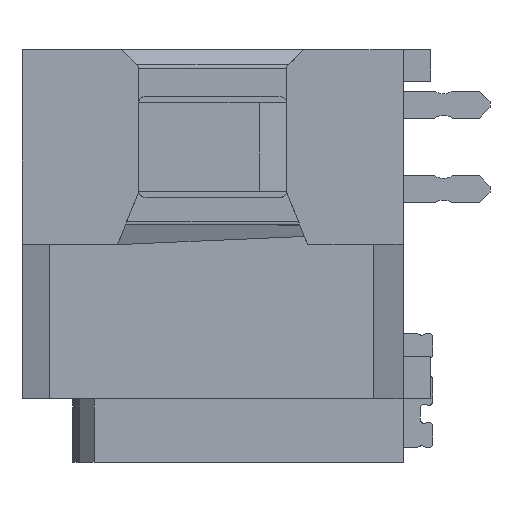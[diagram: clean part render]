
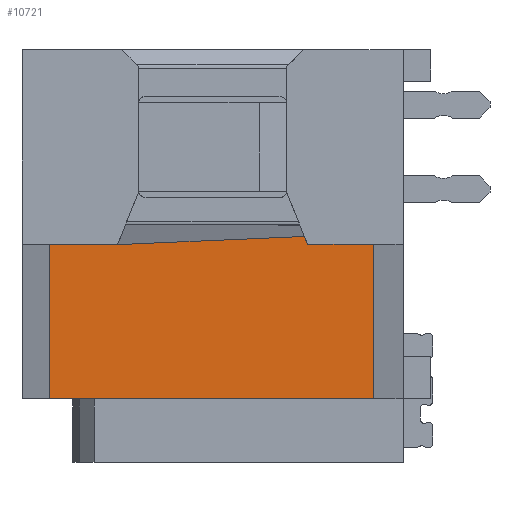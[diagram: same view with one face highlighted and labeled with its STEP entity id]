
A CAD part, left-side view. The second image highlights one B-rep face of the part: STEP entity #10721.
In plain terms, the highlighted planar face has unit normal (-1, 0, 0).
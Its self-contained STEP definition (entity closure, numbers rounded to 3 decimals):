
#647 = ORIENTED_EDGE ( 'NONE', *, *, #15112, .T. ) ;
#758 = DIRECTION ( 'NONE',  ( 0., -1., 0. ) ) ;
#945 = EDGE_CURVE ( 'NONE', #13343, #6016, #6049, .T. ) ;
#1101 = ORIENTED_EDGE ( 'NONE', *, *, #10595, .T. ) ;
#1161 = LINE ( 'NONE', #3063, #5247 ) ;
#1884 = ORIENTED_EDGE ( 'NONE', *, *, #10092, .F. ) ;
#2030 = LINE ( 'NONE', #2032, #15714 ) ;
#2032 = CARTESIAN_POINT ( 'NONE',  ( -7.856, 9.156, -2.383 ) ) ;
#2473 = LINE ( 'NONE', #15884, #10617 ) ;
#2702 = LINE ( 'NONE', #12371, #12764 ) ;
#3063 = CARTESIAN_POINT ( 'NONE',  ( -7.856, 9., -2.3 ) ) ;
#3313 = LINE ( 'NONE', #15670, #16139 ) ;
#3431 = DIRECTION ( 'NONE',  ( 1., 0., 0. ) ) ;
#3495 = CARTESIAN_POINT ( 'NONE',  ( -7.856, 9., -5.95 ) ) ;
#3588 = ORIENTED_EDGE ( 'NONE', *, *, #10718, .F. ) ;
#3590 = CARTESIAN_POINT ( 'NONE',  ( -7.856, 2.905, -2.3 ) ) ;
#4464 = CARTESIAN_POINT ( 'NONE',  ( -7.856, 1.35, -5.95 ) ) ;
#4746 = PLANE ( 'NONE',  #7992 ) ;
#4807 = DIRECTION ( 'NONE',  ( 0., 0., -1. ) ) ;
#5247 = VECTOR ( 'NONE', #5812, 1000. ) ;
#5264 = VECTOR ( 'NONE', #15389, 1000. ) ;
#5553 = EDGE_CURVE ( 'NONE', #12203, #12886, #3313, .T. ) ;
#5805 = CARTESIAN_POINT ( 'NONE',  ( -7.856, 9., -2.3 ) ) ;
#5812 = DIRECTION ( 'NONE',  ( 0., -1., 0. ) ) ;
#5826 = DIRECTION ( 'NONE',  ( 0., 0.375, 0.927 ) ) ;
#6016 = VERTEX_POINT ( 'NONE', #13060 ) ;
#6049 = LINE ( 'NONE', #8534, #17391 ) ;
#6185 = CARTESIAN_POINT ( 'NONE',  ( -7.856, 1.35, -5.95 ) ) ;
#7343 = ORIENTED_EDGE ( 'NONE', *, *, #10408, .F. ) ;
#7992 = AXIS2_PLACEMENT_3D ( 'NONE', #8739, #3431, #4807 ) ;
#8123 = ORIENTED_EDGE ( 'NONE', *, *, #5553, .T. ) ;
#8465 = VERTEX_POINT ( 'NONE', #11467 ) ;
#8534 = CARTESIAN_POINT ( 'NONE',  ( -7.856, 2.905, -2.3 ) ) ;
#8739 = CARTESIAN_POINT ( 'NONE',  ( -7.856, 9., -5.95 ) ) ;
#9095 = FACE_OUTER_BOUND ( 'NONE', #13660, .T. ) ;
#9833 = CARTESIAN_POINT ( 'NONE',  ( -7.856, 7.248, -2.3 ) ) ;
#10092 = EDGE_CURVE ( 'NONE', #12203, #16846, #2702, .T. ) ;
#10408 = EDGE_CURVE ( 'NONE', #16846, #10661, #2473, .T. ) ;
#10595 = EDGE_CURVE ( 'NONE', #12886, #8465, #17223, .T. ) ;
#10617 = VECTOR ( 'NONE', #758, 1000. ) ;
#10661 = VERTEX_POINT ( 'NONE', #9833 ) ;
#10718 = EDGE_CURVE ( 'NONE', #13343, #8465, #1161, .T. ) ;
#10721 = ADVANCED_FACE ( 'NONE', ( #9095 ), #4746, .F. ) ;
#11467 = CARTESIAN_POINT ( 'NONE',  ( -7.856, 1.35, -2.3 ) ) ;
#11469 = DIRECTION ( 'NONE',  ( 0., 0.999, -0.044 ) ) ;
#12203 = VERTEX_POINT ( 'NONE', #3495 ) ;
#12371 = CARTESIAN_POINT ( 'NONE',  ( -7.856, 9., -5.95 ) ) ;
#12764 = VECTOR ( 'NONE', #17753, 1000. ) ;
#12886 = VERTEX_POINT ( 'NONE', #6185 ) ;
#13060 = CARTESIAN_POINT ( 'NONE',  ( -7.856, 2.98, -2.114 ) ) ;
#13343 = VERTEX_POINT ( 'NONE', #3590 ) ;
#13660 = EDGE_LOOP ( 'NONE', ( #1101, #3588, #15804, #647, #7343, #1884, #8123 ) ) ;
#14836 = DIRECTION ( 'NONE',  ( 0., -1., 0. ) ) ;
#15112 = EDGE_CURVE ( 'NONE', #6016, #10661, #2030, .T. ) ;
#15389 = DIRECTION ( 'NONE',  ( 0., 0., 1. ) ) ;
#15670 = CARTESIAN_POINT ( 'NONE',  ( -7.856, 9., -5.95 ) ) ;
#15714 = VECTOR ( 'NONE', #11469, 1000. ) ;
#15804 = ORIENTED_EDGE ( 'NONE', *, *, #945, .T. ) ;
#15884 = CARTESIAN_POINT ( 'NONE',  ( -7.856, 9., -2.3 ) ) ;
#16139 = VECTOR ( 'NONE', #14836, 1000. ) ;
#16846 = VERTEX_POINT ( 'NONE', #5805 ) ;
#17223 = LINE ( 'NONE', #4464, #5264 ) ;
#17391 = VECTOR ( 'NONE', #5826, 1000. ) ;
#17753 = DIRECTION ( 'NONE',  ( 0., 0., 1. ) ) ;
